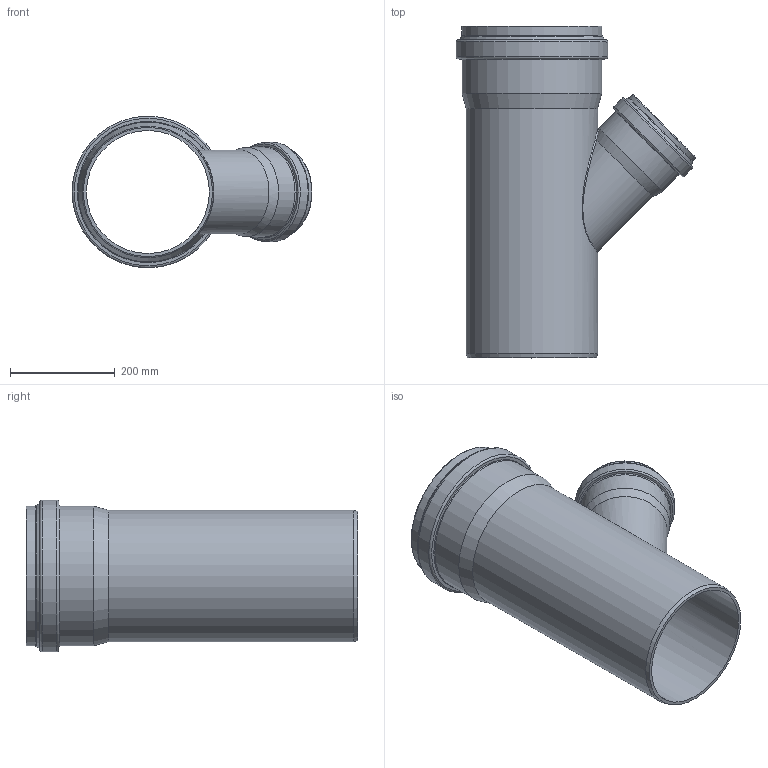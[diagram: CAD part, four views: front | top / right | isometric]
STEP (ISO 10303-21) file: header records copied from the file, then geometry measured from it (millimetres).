
FILE_DESCRIPTION(/* description */ (''),/* implementation_level */ '2;1');
FILE_NAME(/* name */ '772760 KG2000EA Abzweig DN_OD 250_160_45°.stp',/* time_stamp */ '2017-01-30T14:29:13+01:00',/* author */ ('user1'),/* organization */ (''),/* preprocessor_version */ 'ST-DEVELOPER v16.1',/* originating_system */ 'Autodesk Inventor 2016',/* authorisation */ '');
FILE_SCHEMA (('AUTOMOTIVE_DESIGN { 1 0 10303 214 3 1 1 }'));
Length unit declared in the file: millimetre
Products named in the file (1): 772760 KG2000EA Abzweig DN_OD 250_160_45°
Bounding box: 457 x 632 x 289 mm (x, y, z)
Volume: 4278343.8 mm3; surface area: 1187910.3 mm2
Topology: 1 solids, 1 shells, 73 faces, 149 edges, 83 vertices
Faces by surface type: torus 28, cylinder 18, cone 15, plane 9, bspline 3
Full cylindrical faces by diameter (mm): 149.6 x1, 161.1 x1, 161.4 x2, 170.7 x1, 171 x1, 179.4 x1, 189 x1, 234.3 x1, 250.3 x1, 251.7 x1, 252.1 x2, 266.1 x1, 266.5 x1, 274.6 x1, 289 x1
Entity records: 2154 total; most frequent: CARTESIAN_POINT 864, DIRECTION 280, ORIENTED_EDGE 166, EDGE_LOOP 143, AXIS2_PLACEMENT_3D 140, EDGE_CURVE 83, VERTEX_POINT 78, FACE_OUTER_BOUND 73
